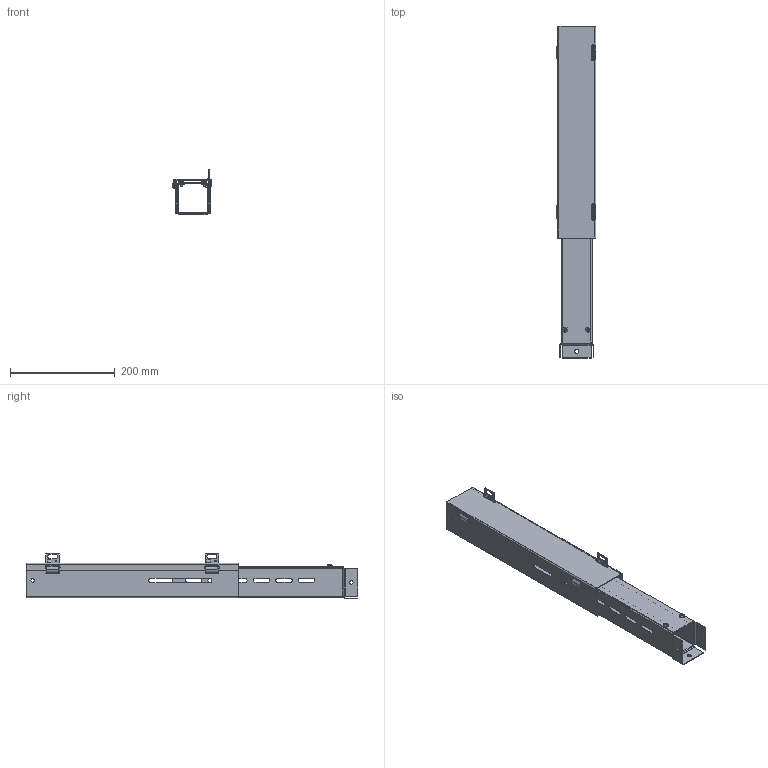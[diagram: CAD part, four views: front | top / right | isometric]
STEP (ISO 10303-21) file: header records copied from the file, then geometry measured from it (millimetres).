
FILE_DESCRIPTION (( 'STEP AP203' ), '1' );
FILE_NAME ('CWTL2.step', '2024-04-25T14:21:37', ( '' ), ( '' ), 'SwSTEP 2.0', 'SolidWorks 2023', '' );
FILE_SCHEMA (( 'CONFIG_CONTROL_DESIGN' ));
Length unit declared in the file: inch
Products named in the file (1): CWTL2
Bounding box: 75.92 x 635 x 87.52 mm (x, y, z)
Volume: 285797.8 mm3; surface area: 404555.9 mm2
Topology: 12 solids, 12 shells, 442 faces, 1148 edges, 732 vertices
Faces by surface type: plane 238, cylinder 156, bspline 40, cone 8
Entity records: 15383 total; most frequent: CARTESIAN_POINT 4465, ORIENTED_EDGE 2296, DIRECTION 2158, EDGE_CURVE 1148, VERTEX_POINT 732, AXIS2_PLACEMENT_3D 727, LINE 704, VECTOR 704
